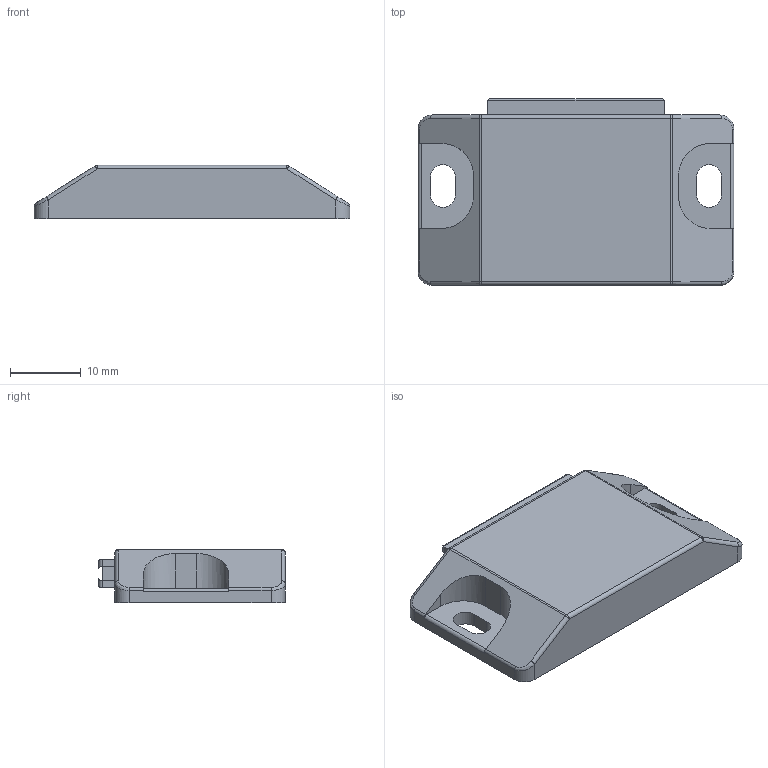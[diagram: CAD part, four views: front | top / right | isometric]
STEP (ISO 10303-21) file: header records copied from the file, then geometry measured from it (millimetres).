
FILE_DESCRIPTION (( 'STEP AP203' ), '1' );
FILE_NAME ('C-932-1.STEP', '2015-08-28T03:54:07', ( '' ), ( '' ), 'SwSTEP 2.0', 'SolidWorks 2012', '' );
FILE_SCHEMA (( 'CONFIG_CONTROL_DESIGN' ));
Length unit declared in the file: millimetre
Products named in the file (1): C-932-1
Bounding box: 44.5 x 26.3 x 7.5 mm (x, y, z)
Volume: 6579.3 mm3; surface area: 3163.1 mm2
Topology: 1 solids, 1 shells, 84 faces, 224 edges, 140 vertices
Faces by surface type: plane 40, cylinder 36, bspline 4, sphere 4
Entity records: 2761 total; most frequent: CARTESIAN_POINT 629, ORIENTED_EDGE 440, DIRECTION 422, EDGE_CURVE 220, AXIS2_PLACEMENT_3D 141, VECTOR 140, LINE 140, VERTEX_POINT 140
